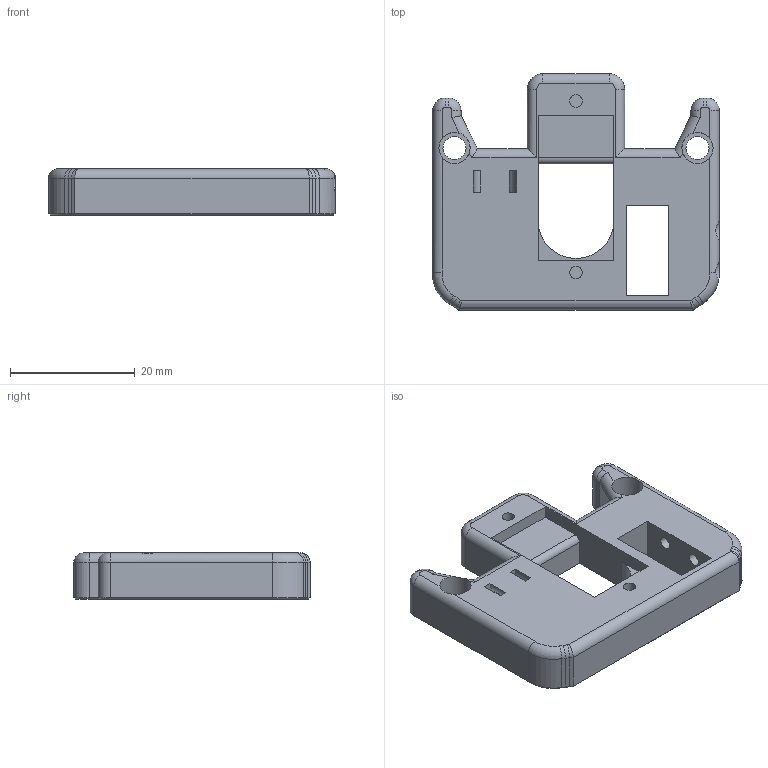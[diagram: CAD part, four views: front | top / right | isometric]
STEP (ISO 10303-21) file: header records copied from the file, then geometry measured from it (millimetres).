
FILE_DESCRIPTION(/* description */ ('STEP AP242','CAx-IF Rec.Pracs.---Representation and Presentation of Product Manufacturing Information (PMI)---4.0---2014-10-13','CAx-IF Rec.Pracs.---3D Tessellated Geometry---0.4---2014-09-14','2;1'),/* implementation_level */ '2;1');
FILE_NAME(/* name */ 'Turd Herder V3 - Servo_Mount',/* time_stamp */ '2025-09-10T03:42:26Z',/* author */ (''),/* organization */ (''),/* preprocessor_version */ 'ST-DEVELOPER v20',/* originating_system */ 'ONSHAPE BY PTC INC, 1.203',/* authorisation */ ' ');
FILE_SCHEMA (('AP242_MANAGED_MODEL_BASED_3D_ENGINEERING_MIM_LF { 1 0 10303 442 1 1 4 }'));
Length unit declared in the file: metre
Products named in the file (1): Servo_Mount
Bounding box: 45.95 x 37.9 x 7.4 mm (x, y, z)
Volume: 7890.4 mm3; surface area: 4763 mm2
Topology: 1 solids, 1 shells, 131 faces, 318 edges, 191 vertices
Faces by surface type: plane 70, cylinder 42, cone 11, torus 8
Full cylindrical faces by diameter (mm): 2 x4, 3.7 x2, 4 x2, 5 x2
Entity records: 3724 total; most frequent: CARTESIAN_POINT 674, DIRECTION 641, ORIENTED_EDGE 600, EDGE_CURVE 300, AXIS2_PLACEMENT_3D 223, LINE 195, VECTOR 195, VERTEX_POINT 185
